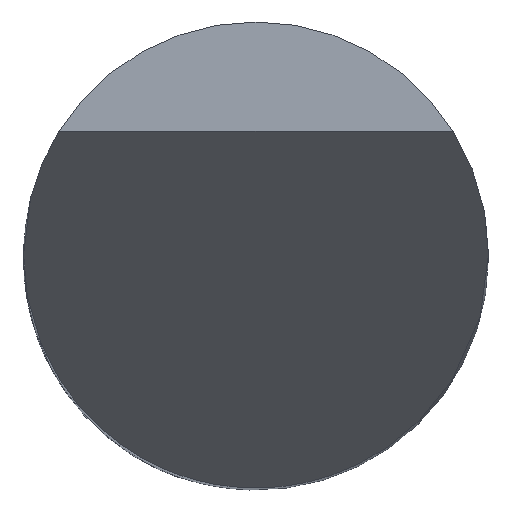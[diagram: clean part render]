
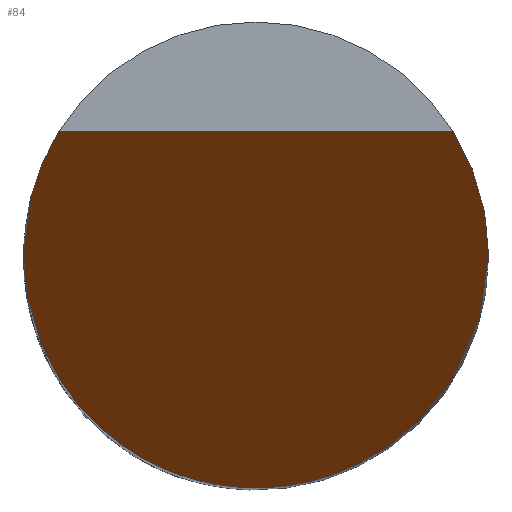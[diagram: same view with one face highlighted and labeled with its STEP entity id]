
A CAD part, top view. The second image highlights one B-rep face of the part: STEP entity #84.
In plain terms, the highlighted planar face has unit normal (0, -0.866, 0.5).
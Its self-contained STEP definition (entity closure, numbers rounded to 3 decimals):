
#60=PLANE('',#807);
#84=ADVANCED_FACE('',(#137),#60,.F.);
#137=FACE_OUTER_BOUND('',#181,.T.);
#181=EDGE_LOOP('',(#343,#344,#345,#346));
#224=(
BOUNDED_CURVE()
B_SPLINE_CURVE(3,(#1087,#1088,#1089,#1090),.UNSPECIFIED.,.F.,.F.)
B_SPLINE_CURVE_WITH_KNOTS((4,4),(0.,1.),.UNSPECIFIED.)
CURVE()
GEOMETRIC_REPRESENTATION_ITEM()
RATIONAL_B_SPLINE_CURVE((1.,0.974,0.974,1.))
REPRESENTATION_ITEM('')
);
#225=(
BOUNDED_CURVE()
B_SPLINE_CURVE(3,(#1129,#1130,#1131,#1132),.UNSPECIFIED.,.F.,.F.)
B_SPLINE_CURVE_WITH_KNOTS((4,4),(0.,1.),.UNSPECIFIED.)
CURVE()
GEOMETRIC_REPRESENTATION_ITEM()
RATIONAL_B_SPLINE_CURVE((1.,0.974,0.974,1.))
REPRESENTATION_ITEM('')
);
#226=(
BOUNDED_CURVE()
B_SPLINE_CURVE(3,(#1136,#1137,#1138,#1139),.UNSPECIFIED.,.F.,.F.)
B_SPLINE_CURVE_WITH_KNOTS((4,4),(0.,1.),.UNSPECIFIED.)
CURVE()
GEOMETRIC_REPRESENTATION_ITEM()
RATIONAL_B_SPLINE_CURVE((1.,0.333,0.333,1.))
REPRESENTATION_ITEM('')
);
#240=LINE('',#1173,#284);
#284=VECTOR('',#880,1.);
#343=ORIENTED_EDGE('',*,*,#625,.F.);
#344=ORIENTED_EDGE('',*,*,#619,.F.);
#345=ORIENTED_EDGE('',*,*,#621,.F.);
#346=ORIENTED_EDGE('',*,*,#613,.F.);
#545=VERTEX_POINT('',#1091);
#546=VERTEX_POINT('',#1092);
#550=VERTEX_POINT('',#1128);
#551=VERTEX_POINT('',#1133);
#613=EDGE_CURVE('',#545,#546,#224,.T.);
#619=EDGE_CURVE('',#550,#551,#225,.T.);
#621=EDGE_CURVE('',#546,#550,#226,.T.);
#625=EDGE_CURVE('',#551,#545,#240,.T.);
#807=AXIS2_PLACEMENT_3D('',#1174,#881,#882);
#880=DIRECTION('',(1.,0.,0.));
#881=DIRECTION('',(0.,0.866,-0.5));
#882=DIRECTION('',(0.,0.5,0.866));
#1087=CARTESIAN_POINT('',(2.545,1.588,2.75));
#1088=CARTESIAN_POINT('',(2.844,1.108,1.92));
#1089=CARTESIAN_POINT('',(3.,0.565,0.979));
#1090=CARTESIAN_POINT('',(3.,0.,0.));
#1091=CARTESIAN_POINT('',(2.545,1.588,2.75));
#1092=CARTESIAN_POINT('',(3.,0.,0.));
#1128=CARTESIAN_POINT('',(-3.,0.,0.));
#1129=CARTESIAN_POINT('',(-3.,0.,0.));
#1130=CARTESIAN_POINT('',(-3.,0.565,0.979));
#1131=CARTESIAN_POINT('',(-2.844,1.108,1.92));
#1132=CARTESIAN_POINT('',(-2.545,1.588,2.75));
#1133=CARTESIAN_POINT('',(-2.545,1.588,2.75));
#1136=CARTESIAN_POINT('',(3.,0.,0.));
#1137=CARTESIAN_POINT('',(3.,-6.,-10.392));
#1138=CARTESIAN_POINT('',(-3.,-6.,-10.392));
#1139=CARTESIAN_POINT('',(-3.,0.,0.));
#1173=CARTESIAN_POINT('',(5.,1.588,2.75));
#1174=CARTESIAN_POINT('',(5.,3.,5.196));
